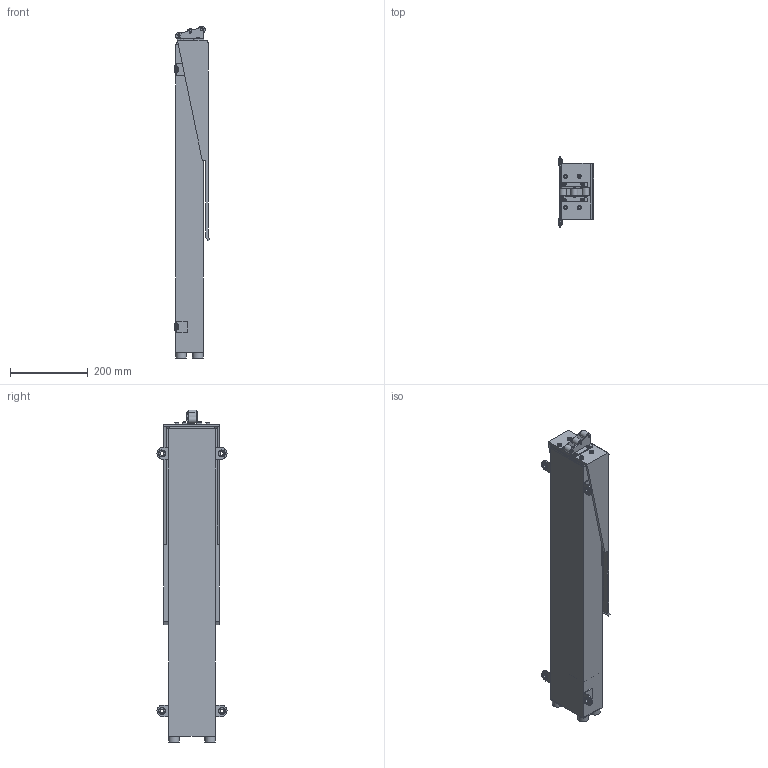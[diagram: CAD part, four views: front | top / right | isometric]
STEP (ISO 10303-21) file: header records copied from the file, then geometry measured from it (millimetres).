
FILE_DESCRIPTION(('FreeCAD Model'),'2;1');
FILE_NAME('FA-TVL-170-36-T pop up.step','2017-02-17T10:41:43',('Technical Support'),( 'Firgelli Automations Inc'),'Open CASCADE STEP processor 6.8', 'FreeCAD','Unknown');
FILE_SCHEMA(('AUTOMOTIVE_DESIGN_CC2 { 1 2 10303 214 -1 1 5 4 }'));
Length unit declared in the file: millimetre
Products named in the file (3): Outermost_Shell_full; Mid_Column; Innermost_Assembly
Bounding box: 91.68 x 179.9 x 851.3 mm (x, y, z)
Volume: 1761857.5 mm3; surface area: 1813746 mm2
Topology: 3 solids, 11 shells, 445 faces, 1155 edges, 780 vertices
Faces by surface type: plane 252, cylinder 149, cone 28, torus 16
Full cylindrical faces by diameter (mm): 4 x4, 4.6 x6, 5 x6, 6 x4, 9 x4, 10 x22, 16 x4, 18 x7, 27 x4
Entity records: 30803 total; most frequent: CARTESIAN_POINT 7109, DIRECTION 4569, LINE 2505, VECTOR 2505, ORIENTED_EDGE 2310, PCURVE 2310, DEFINITIONAL_REPRESENTATION 2310, EDGE_CURVE 1155
